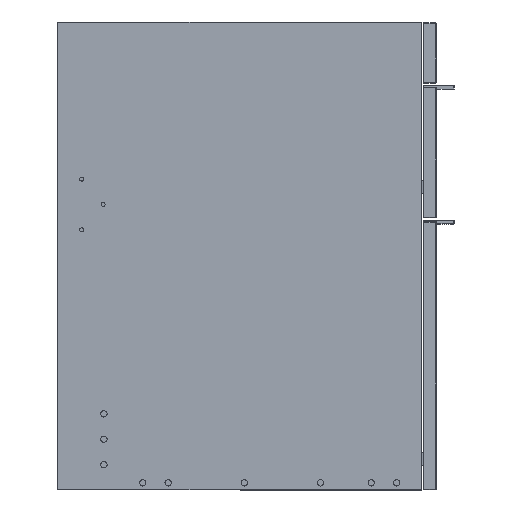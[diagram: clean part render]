
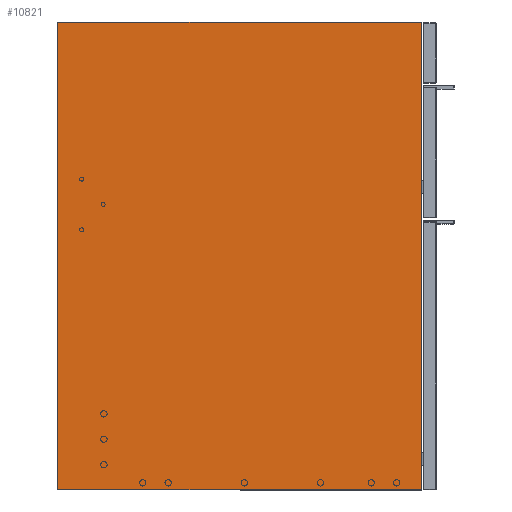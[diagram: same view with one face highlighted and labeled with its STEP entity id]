
A CAD part, left-side view. The second image highlights one B-rep face of the part: STEP entity #10821.
In plain terms, the highlighted planar face has unit normal (-1, 0, 0).
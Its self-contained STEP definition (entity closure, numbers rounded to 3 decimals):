
#9822=CARTESIAN_POINT('',(-1654.166,5788.938,0.));
#9823=VERTEX_POINT('',#9822);
#9830=CARTESIAN_POINT('',(-1654.166,6246.938,0.0));
#9831=VERTEX_POINT('',#9830);
#9832=CARTESIAN_POINT('',(-1654.166,5788.938,0.));
#9833=DIRECTION('',(0.0,1.0,0.0));
#9834=VECTOR('',#9833,458.);
#9835=LINE('',#9832,#9834);
#9836=EDGE_CURVE('',#9823,#9831,#9835,.T.);
#9886=CARTESIAN_POINT('',(-1654.166,5788.938,590.0));
#9887=VERTEX_POINT('',#9886);
#9894=CARTESIAN_POINT('',(-1654.166,5788.938,590.0));
#9895=DIRECTION('',(0.0,0.0,-1.0));
#9896=VECTOR('',#9895,590.0);
#9897=LINE('',#9894,#9896);
#9898=EDGE_CURVE('',#9887,#9823,#9897,.T.);
#10694=CARTESIAN_POINT('',(-1654.166,6246.938,590.0));
#10695=VERTEX_POINT('',#10694);
#10702=CARTESIAN_POINT('',(-1654.166,6246.938,590.0));
#10703=DIRECTION('',(0.0,-1.0,0.0));
#10704=VECTOR('',#10703,458.);
#10705=LINE('',#10702,#10704);
#10706=EDGE_CURVE('',#10695,#9887,#10705,.T.);
#10725=CARTESIAN_POINT('',(-1654.166,6246.938,0.0));
#10726=DIRECTION('',(0.0,0.0,1.0));
#10727=VECTOR('',#10726,590.0);
#10728=LINE('',#10725,#10727);
#10729=EDGE_CURVE('',#9831,#10695,#10728,.T.);
#10810=CARTESIAN_POINT('',(-1654.166,6017.938,590.001));
#10811=DIRECTION('',(-1.0,0.0,0.0));
#10812=DIRECTION('',(0.0,0.0,1.0));
#10813=AXIS2_PLACEMENT_3D('',#10810,#10811,#10812);
#10814=PLANE('',#10813);
#10815=ORIENTED_EDGE('',*,*,#9898,.F.);
#10816=ORIENTED_EDGE('',*,*,#10706,.F.);
#10817=ORIENTED_EDGE('',*,*,#10729,.F.);
#10818=ORIENTED_EDGE('',*,*,#9836,.F.);
#10819=EDGE_LOOP('',(#10815,#10816,#10817,#10818));
#10820=FACE_OUTER_BOUND('',#10819,.T.);
#10821=ADVANCED_FACE('',(#10820),#10814,.T.);
